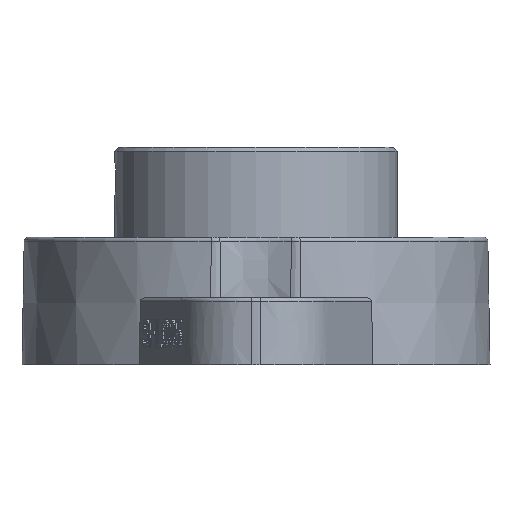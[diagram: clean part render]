
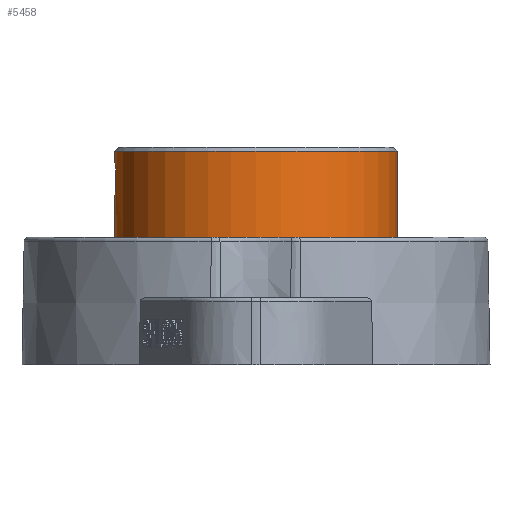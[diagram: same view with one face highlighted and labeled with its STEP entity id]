
A CAD part, left-side view. The second image highlights one B-rep face of the part: STEP entity #5458.
In plain terms, the highlighted cylindrical face has radius 17.85 mm (diameter 35.7 mm), a full revolution.
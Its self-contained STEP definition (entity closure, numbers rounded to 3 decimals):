
#1210=B_SPLINE_CURVE_WITH_KNOTS($,3,(#7475,#7476,#7477,#7478,#7479,#7480,
#7481,#7482,#7483,#7484),.UNSPECIFIED.,.F.,.F.,(4,2,2,2,4),(-0.332,
-0.249,-0.166,-0.083,0.),
 .UNSPECIFIED.);
#1211=B_SPLINE_CURVE_WITH_KNOTS($,3,(#7486,#7487,#7488,#7489,#7490,#7491,
#7492,#7493,#7494,#7495),.UNSPECIFIED.,.F.,.F.,(4,2,2,2,4),(-1.327,
-1.244,-1.161,-1.079,-0.996),
 .UNSPECIFIED.);
#1212=B_SPLINE_CURVE_WITH_KNOTS($,3,(#7497,#7498,#7499,#7500,#7501,#7502,
#7503,#7504,#7505,#7506),.UNSPECIFIED.,.F.,.F.,(4,2,2,2,4),(0.332,
0.415,0.498,0.581,0.664),
 .UNSPECIFIED.);
#1213=B_SPLINE_CURVE_WITH_KNOTS($,3,(#7507,#7508,#7509,#7510,#7511,#7512,
#7513,#7514,#7515,#7516),.UNSPECIFIED.,.F.,.F.,(4,2,2,2,4),(-0.664,
-0.581,-0.498,-0.415,-0.332),
 .UNSPECIFIED.);
#1214=B_SPLINE_CURVE_WITH_KNOTS($,3,(#7521,#7522,#7523,#7524,#7525,#7526,
#7527,#7528,#7529,#7530,#7531,#7532,#7533,#7534,#7535,#7536,#7537,#7538),
 .UNSPECIFIED.,.F.,.F.,(4,2,2,2,2,2,2,2,4),(-1.327,-1.244,
-1.161,-1.079,-0.996,-0.913,
-0.83,-0.747,-0.664),.UNSPECIFIED.);
#1215=B_SPLINE_CURVE_WITH_KNOTS($,3,(#7539,#7540,#7541,#7542,#7543,#7544,
#7545,#7546,#7547,#7548,#7549,#7550,#7551,#7552,#7553,#7554,#7555,#7556),
 .UNSPECIFIED.,.F.,.F.,(4,2,2,2,2,2,2,2,4),(-0.664,-0.581,
-0.498,-0.415,-0.332,-0.249,
-0.166,-0.083,0.),.UNSPECIFIED.);
#1280=CYLINDRICAL_SURFACE($,#5758,17.85);
#1319=FACE_BOUND($,#1675,.T.);
#1320=FACE_BOUND($,#1676,.T.);
#1321=FACE_BOUND($,#1677,.T.);
#1322=FACE_BOUND($,#1678,.T.);
#1675=EDGE_LOOP($,(#3419,#3420,#3421,#3422));
#1676=EDGE_LOOP($,(#3423));
#1677=EDGE_LOOP($,(#3424,#3425));
#1678=EDGE_LOOP($,(#3426));
#2027=CIRCLE($,#5757,17.85);
#2028=CIRCLE($,#5759,17.85);
#2133=VERTEX_POINT($,#7470);
#2134=VERTEX_POINT($,#7473);
#2135=VERTEX_POINT($,#7474);
#2136=VERTEX_POINT($,#7485);
#2137=VERTEX_POINT($,#7496);
#2138=VERTEX_POINT($,#7517);
#2139=VERTEX_POINT($,#7519);
#2140=VERTEX_POINT($,#7520);
#2655=EDGE_CURVE($,#2133,#2133,#2027,.T.);
#2656=EDGE_CURVE($,#2134,#2135,#1210,.T.);
#2657=EDGE_CURVE($,#2135,#2136,#1211,.T.);
#2658=EDGE_CURVE($,#2136,#2137,#1212,.T.);
#2659=EDGE_CURVE($,#2137,#2134,#1213,.T.);
#2660=EDGE_CURVE($,#2138,#2138,#2028,.T.);
#2661=EDGE_CURVE($,#2139,#2140,#1214,.T.);
#2662=EDGE_CURVE($,#2140,#2139,#1215,.T.);
#3419=ORIENTED_EDGE($,*,*,#2656,.T.);
#3420=ORIENTED_EDGE($,*,*,#2657,.T.);
#3421=ORIENTED_EDGE($,*,*,#2658,.T.);
#3422=ORIENTED_EDGE($,*,*,#2659,.T.);
#3423=ORIENTED_EDGE($,*,*,#2660,.F.);
#3424=ORIENTED_EDGE($,*,*,#2661,.T.);
#3425=ORIENTED_EDGE($,*,*,#2662,.T.);
#3426=ORIENTED_EDGE($,*,*,#2655,.T.);
#5458=ADVANCED_FACE($,(#1319,#1320,#1321,#1322),#1280,.T.);
#5757=AXIS2_PLACEMENT_3D($,#7471,#6139,#6140);
#5758=AXIS2_PLACEMENT_3D($,#7472,#6141,#6142);
#5759=AXIS2_PLACEMENT_3D($,#7518,#6143,#6144);
#6139=DIRECTION('center_axis',(0.,0.,-1.));
#6140=DIRECTION('ref_axis',(-1.,0.,0.));
#6141=DIRECTION('center_axis',(0.,0.,-1.));
#6142=DIRECTION('ref_axis',(-1.,0.,0.));
#6143=DIRECTION('center_axis',(0.,0.,-1.));
#6144=DIRECTION('ref_axis',(1.,0.,0.));
#7470=CARTESIAN_POINT('',(-17.85,0.,19.));
#7471=CARTESIAN_POINT('Origin',(0.,0.,19.));
#7472=CARTESIAN_POINT('Origin',(0.,0.,19.5));
#7473=CARTESIAN_POINT('',(17.85,0.,13.3));
#7474=CARTESIAN_POINT('',(17.714,-2.2,15.5));
#7475=CARTESIAN_POINT('Ctrl Pts',(17.85,0.,13.3));
#7476=CARTESIAN_POINT('Ctrl Pts',(17.85,-0.277,13.3));
#7477=CARTESIAN_POINT('Ctrl Pts',(17.843,-0.571,13.355));
#7478=CARTESIAN_POINT('Ctrl Pts',(17.817,-1.113,13.58));
#7479=CARTESIAN_POINT('Ctrl Pts',(17.799,-1.36,13.749));
#7480=CARTESIAN_POINT('Ctrl Pts',(17.765,-1.751,14.14));
#7481=CARTESIAN_POINT('Ctrl Pts',(17.747,-1.92,14.387));
#7482=CARTESIAN_POINT('Ctrl Pts',(17.721,-2.145,14.929));
#7483=CARTESIAN_POINT('Ctrl Pts',(17.714,-2.2,15.223));
#7484=CARTESIAN_POINT('Ctrl Pts',(17.714,-2.2,15.5));
#7485=CARTESIAN_POINT('',(17.85,0.,17.7));
#7486=CARTESIAN_POINT('Ctrl Pts',(17.714,-2.2,15.5));
#7487=CARTESIAN_POINT('Ctrl Pts',(17.714,-2.2,15.777));
#7488=CARTESIAN_POINT('Ctrl Pts',(17.721,-2.145,16.071));
#7489=CARTESIAN_POINT('Ctrl Pts',(17.747,-1.92,16.613));
#7490=CARTESIAN_POINT('Ctrl Pts',(17.765,-1.751,16.86));
#7491=CARTESIAN_POINT('Ctrl Pts',(17.799,-1.36,17.251));
#7492=CARTESIAN_POINT('Ctrl Pts',(17.817,-1.113,17.42));
#7493=CARTESIAN_POINT('Ctrl Pts',(17.843,-0.571,17.645));
#7494=CARTESIAN_POINT('Ctrl Pts',(17.85,-0.277,17.7));
#7495=CARTESIAN_POINT('Ctrl Pts',(17.85,0.,17.7));
#7496=CARTESIAN_POINT('',(17.714,2.2,15.5));
#7497=CARTESIAN_POINT('Ctrl Pts',(17.85,0.,17.7));
#7498=CARTESIAN_POINT('Ctrl Pts',(17.85,0.277,17.7));
#7499=CARTESIAN_POINT('Ctrl Pts',(17.843,0.571,17.645));
#7500=CARTESIAN_POINT('Ctrl Pts',(17.817,1.113,17.42));
#7501=CARTESIAN_POINT('Ctrl Pts',(17.799,1.36,17.251));
#7502=CARTESIAN_POINT('Ctrl Pts',(17.765,1.751,16.86));
#7503=CARTESIAN_POINT('Ctrl Pts',(17.747,1.92,16.613));
#7504=CARTESIAN_POINT('Ctrl Pts',(17.721,2.145,16.071));
#7505=CARTESIAN_POINT('Ctrl Pts',(17.714,2.2,15.777));
#7506=CARTESIAN_POINT('Ctrl Pts',(17.714,2.2,15.5));
#7507=CARTESIAN_POINT('Ctrl Pts',(17.714,2.2,15.5));
#7508=CARTESIAN_POINT('Ctrl Pts',(17.714,2.2,15.223));
#7509=CARTESIAN_POINT('Ctrl Pts',(17.721,2.145,14.929));
#7510=CARTESIAN_POINT('Ctrl Pts',(17.747,1.92,14.387));
#7511=CARTESIAN_POINT('Ctrl Pts',(17.765,1.751,14.14));
#7512=CARTESIAN_POINT('Ctrl Pts',(17.799,1.36,13.749));
#7513=CARTESIAN_POINT('Ctrl Pts',(17.817,1.113,13.58));
#7514=CARTESIAN_POINT('Ctrl Pts',(17.843,0.571,13.355));
#7515=CARTESIAN_POINT('Ctrl Pts',(17.85,0.277,13.3));
#7516=CARTESIAN_POINT('Ctrl Pts',(17.85,0.,13.3));
#7517=CARTESIAN_POINT('',(17.85,0.,7.8));
#7518=CARTESIAN_POINT('Origin',(0.,0.,7.8));
#7519=CARTESIAN_POINT('',(2.2,17.714,15.5));
#7520=CARTESIAN_POINT('',(-2.2,17.714,15.5));
#7521=CARTESIAN_POINT('Ctrl Pts',(2.2,17.714,15.5));
#7522=CARTESIAN_POINT('Ctrl Pts',(2.2,17.714,15.777));
#7523=CARTESIAN_POINT('Ctrl Pts',(2.145,17.721,16.071));
#7524=CARTESIAN_POINT('Ctrl Pts',(1.92,17.747,16.613));
#7525=CARTESIAN_POINT('Ctrl Pts',(1.751,17.765,16.86));
#7526=CARTESIAN_POINT('Ctrl Pts',(1.36,17.799,17.251));
#7527=CARTESIAN_POINT('Ctrl Pts',(1.113,17.817,17.42));
#7528=CARTESIAN_POINT('Ctrl Pts',(0.571,17.843,17.645));
#7529=CARTESIAN_POINT('Ctrl Pts',(0.277,17.85,17.7));
#7530=CARTESIAN_POINT('Ctrl Pts',(-0.277,17.85,17.7));
#7531=CARTESIAN_POINT('Ctrl Pts',(-0.571,17.843,17.645));
#7532=CARTESIAN_POINT('Ctrl Pts',(-1.113,17.817,17.42));
#7533=CARTESIAN_POINT('Ctrl Pts',(-1.36,17.799,17.251));
#7534=CARTESIAN_POINT('Ctrl Pts',(-1.751,17.765,16.86));
#7535=CARTESIAN_POINT('Ctrl Pts',(-1.92,17.747,16.613));
#7536=CARTESIAN_POINT('Ctrl Pts',(-2.145,17.721,16.071));
#7537=CARTESIAN_POINT('Ctrl Pts',(-2.2,17.714,15.777));
#7538=CARTESIAN_POINT('Ctrl Pts',(-2.2,17.714,15.5));
#7539=CARTESIAN_POINT('Ctrl Pts',(-2.2,17.714,15.5));
#7540=CARTESIAN_POINT('Ctrl Pts',(-2.2,17.714,15.223));
#7541=CARTESIAN_POINT('Ctrl Pts',(-2.145,17.721,14.929));
#7542=CARTESIAN_POINT('Ctrl Pts',(-1.92,17.747,14.387));
#7543=CARTESIAN_POINT('Ctrl Pts',(-1.751,17.765,14.14));
#7544=CARTESIAN_POINT('Ctrl Pts',(-1.36,17.799,13.749));
#7545=CARTESIAN_POINT('Ctrl Pts',(-1.113,17.817,13.58));
#7546=CARTESIAN_POINT('Ctrl Pts',(-0.571,17.843,13.355));
#7547=CARTESIAN_POINT('Ctrl Pts',(-0.277,17.85,13.3));
#7548=CARTESIAN_POINT('Ctrl Pts',(0.277,17.85,13.3));
#7549=CARTESIAN_POINT('Ctrl Pts',(0.571,17.843,13.355));
#7550=CARTESIAN_POINT('Ctrl Pts',(1.113,17.817,13.58));
#7551=CARTESIAN_POINT('Ctrl Pts',(1.36,17.799,13.749));
#7552=CARTESIAN_POINT('Ctrl Pts',(1.751,17.765,14.14));
#7553=CARTESIAN_POINT('Ctrl Pts',(1.92,17.747,14.387));
#7554=CARTESIAN_POINT('Ctrl Pts',(2.145,17.721,14.929));
#7555=CARTESIAN_POINT('Ctrl Pts',(2.2,17.714,15.223));
#7556=CARTESIAN_POINT('Ctrl Pts',(2.2,17.714,15.5));
